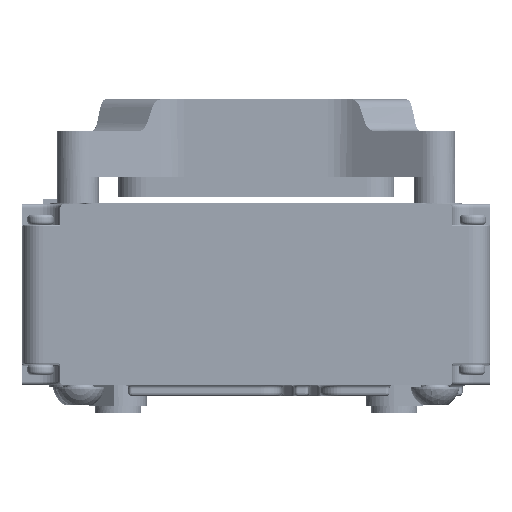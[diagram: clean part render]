
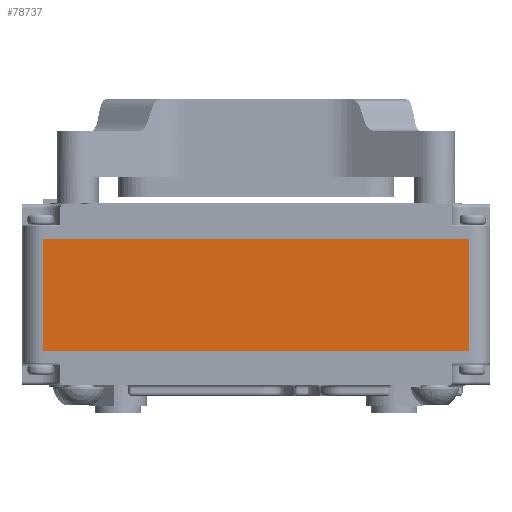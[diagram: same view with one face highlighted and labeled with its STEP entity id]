
A CAD part, left-side view. The second image highlights one B-rep face of the part: STEP entity #78737.
In plain terms, the highlighted planar face has unit normal (-1, 0, 0).
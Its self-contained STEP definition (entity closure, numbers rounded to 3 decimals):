
#78579 = EDGE_CURVE('',#78580,#78582,#78584,.T.);
#78580 = VERTEX_POINT('',#78581);
#78581 = CARTESIAN_POINT('',(-16.925,-15.425,4.8));
#78582 = VERTEX_POINT('',#78583);
#78583 = CARTESIAN_POINT('',(-16.925,15.425,4.8));
#78584 = LINE('',#78585,#78586);
#78585 = CARTESIAN_POINT('',(-16.925,-7.713,4.8));
#78586 = VECTOR('',#78587,1.);
#78587 = DIRECTION('',(0.,1.,0.));
#78717 = VERTEX_POINT('',#78718);
#78718 = CARTESIAN_POINT('',(-16.925,15.425,12.9));
#78727 = EDGE_CURVE('',#78717,#78582,#78728,.T.);
#78728 = LINE('',#78729,#78730);
#78729 = CARTESIAN_POINT('',(-16.925,15.425,15.4));
#78730 = VECTOR('',#78731,1.);
#78731 = DIRECTION('',(0.,0.,-1.));
#78737 = ADVANCED_FACE('',(#78738),#78756,.T.);
#78738 = FACE_BOUND('',#78739,.T.);
#78739 = EDGE_LOOP('',(#78740,#78748,#78749,#78750));
#78740 = ORIENTED_EDGE('',*,*,#78741,.F.);
#78741 = EDGE_CURVE('',#78717,#78742,#78744,.T.);
#78742 = VERTEX_POINT('',#78743);
#78743 = CARTESIAN_POINT('',(-16.925,-15.425,12.9));
#78744 = LINE('',#78745,#78746);
#78745 = CARTESIAN_POINT('',(-16.925,-7.713,12.9));
#78746 = VECTOR('',#78747,1.);
#78747 = DIRECTION('',(0.,-1.,0.));
#78748 = ORIENTED_EDGE('',*,*,#78727,.T.);
#78749 = ORIENTED_EDGE('',*,*,#78579,.F.);
#78750 = ORIENTED_EDGE('',*,*,#78751,.F.);
#78751 = EDGE_CURVE('',#78742,#78580,#78752,.T.);
#78752 = LINE('',#78753,#78754);
#78753 = CARTESIAN_POINT('',(-16.925,-15.425,15.4));
#78754 = VECTOR('',#78755,1.);
#78755 = DIRECTION('',(0.,0.,-1.));
#78756 = PLANE('',#78757);
#78757 = AXIS2_PLACEMENT_3D('',#78758,#78759,#78760);
#78758 = CARTESIAN_POINT('',(-16.925,-15.425,15.4));
#78759 = DIRECTION('',(-1.,0.,0.));
#78760 = DIRECTION('',(0.,1.,0.));
